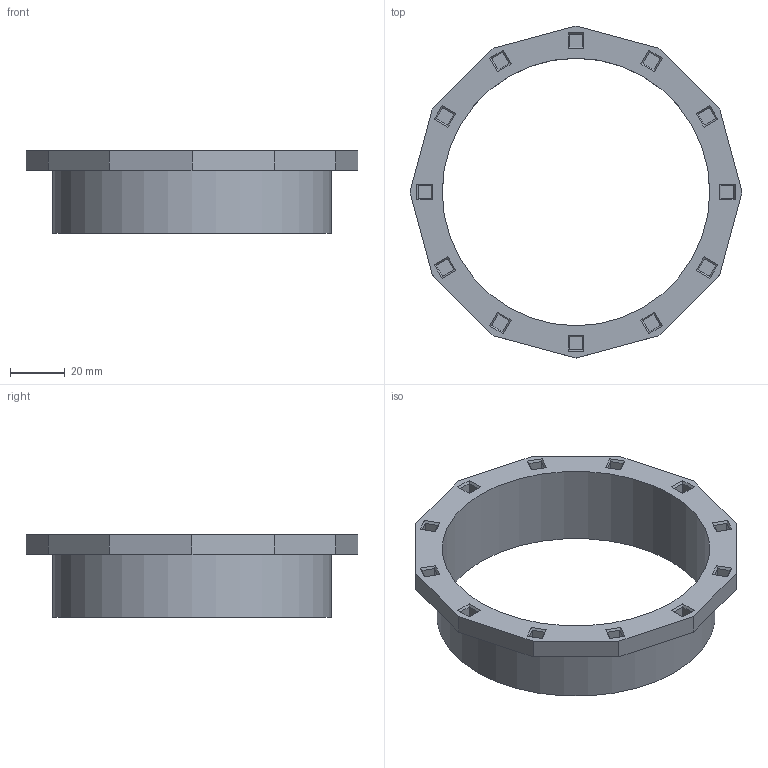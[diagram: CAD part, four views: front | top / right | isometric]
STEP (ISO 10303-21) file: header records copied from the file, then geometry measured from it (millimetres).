
FILE_DESCRIPTION(/* description */ (''),/* implementation_level */ '2;1');
FILE_NAME(/* name */ '4_Hose_Adapter v2.step',/* time_stamp */ '2021-04-13T11:03:37-04:00',/* author */ (''),/* organization */ (''),/* preprocessor_version */ 'ST-DEVELOPER v18.1',/* originating_system */ 'Autodesk Translation Framework v9.10.0.1330',/* authorisation */ '');
FILE_SCHEMA (('AUTOMOTIVE_DESIGN { 1 0 10303 214 3 1 1 }'));
Length unit declared in the file: millimetre
Products named in the file (1): 4_Hose_Adapter
Bounding box: 121.1 x 121.1 x 30 mm (x, y, z)
Volume: 37473.3 mm3; surface area: 27390 mm2
Topology: 1 solids, 1 shells, 125 faces, 282 edges, 172 vertices
Faces by surface type: plane 123, cylinder 2
Full cylindrical faces by diameter (mm): 97.6 x1, 101.6 x1
Entity records: 3393 total; most frequent: CARTESIAN_POINT 580, ORIENTED_EDGE 564, DIRECTION 538, EDGE_CURVE 282, LINE 278, VECTOR 278, VERTEX_POINT 172, EDGE_LOOP 140
